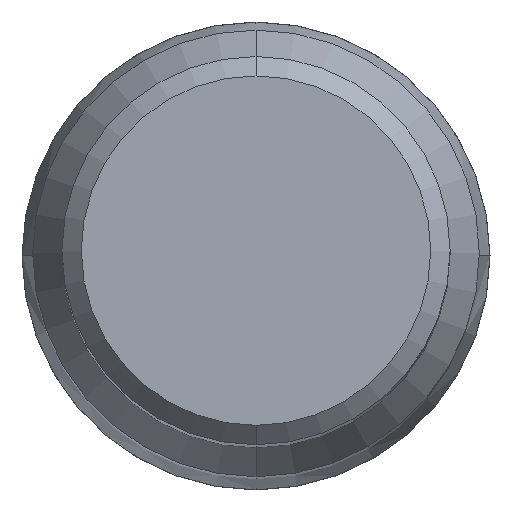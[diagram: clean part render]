
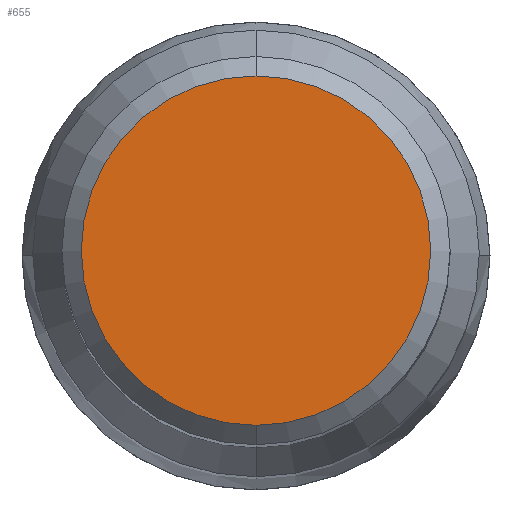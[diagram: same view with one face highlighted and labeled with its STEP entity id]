
A CAD part, top view. The second image highlights one B-rep face of the part: STEP entity #655.
In plain terms, the highlighted planar face has unit normal (0, 0, 1).
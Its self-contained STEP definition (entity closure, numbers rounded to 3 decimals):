
#417=VERTEX_POINT('',#923);
#497=EDGE_CURVE('',#417,#503,#1014,.T.);
#503=VERTEX_POINT('',#1021);
#505=EDGE_CURVE('',#503,#417,#1023,.T.);
#655=ADVANCED_FACE('',(#1185),#1186,.T.);
#923=CARTESIAN_POINT('',(0.0,9.0,0.0));
#1014=CIRCLE('',#1798,9.0);
#1021=CARTESIAN_POINT('',(0.,-9.0,0.0));
#1023=CIRCLE('',#1822,9.0);
#1185=FACE_OUTER_BOUND('',#2077,.T.);
#1186=PLANE('',#2078);
#1798=AXIS2_PLACEMENT_3D('',#2549,#2550,#2551);
#1822=AXIS2_PLACEMENT_3D('',#2562,#2563,#2564);
#2077=EDGE_LOOP('',(#2745,#2746));
#2078=AXIS2_PLACEMENT_3D('',#2747,#2748,#2749);
#2549=CARTESIAN_POINT('',(0.0,0.0,0.0));
#2550=DIRECTION('',(0.0,0.0,-1.0));
#2551=DIRECTION('',(0.0,1.0,0.0));
#2562=CARTESIAN_POINT('',(0.0,0.0,0.0));
#2563=DIRECTION('',(0.0,0.0,-1.0));
#2564=DIRECTION('',(0.0,1.0,0.0));
#2745=ORIENTED_EDGE('',*,*,#497,.F.);
#2746=ORIENTED_EDGE('',*,*,#505,.F.);
#2747=CARTESIAN_POINT('',(0.0,4.5,0.0));
#2748=DIRECTION('',(-0.0,0.0,1.0));
#2749=DIRECTION('',(0.0,-1.0,0.0));
